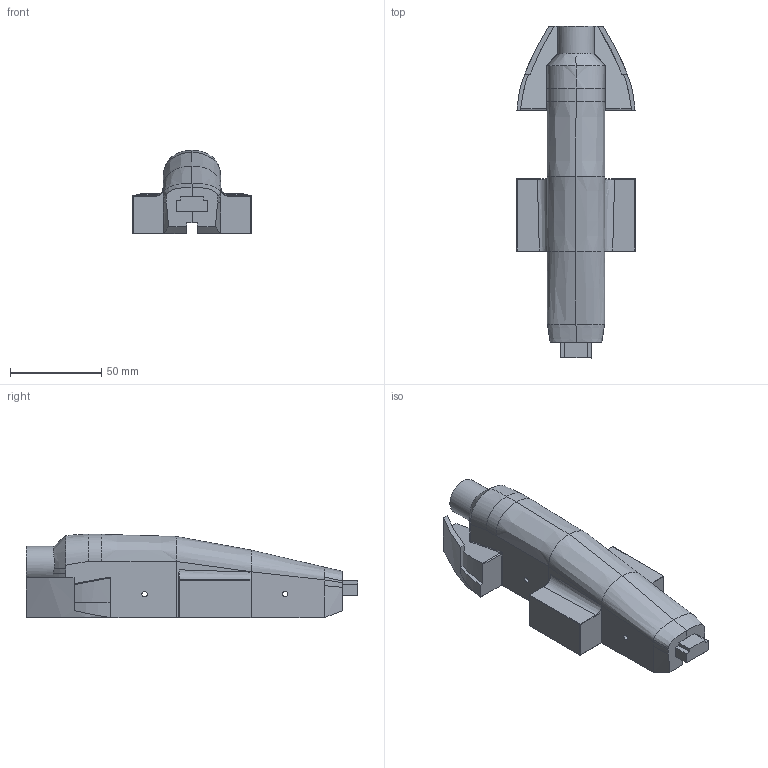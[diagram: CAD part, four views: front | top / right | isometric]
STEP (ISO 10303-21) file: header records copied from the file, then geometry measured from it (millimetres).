
FILE_DESCRIPTION(/* description */ ('CATIA V5 STEP Exchange'),/* implementation_level */ '2;1');
FILE_NAME(/* name */ 'Version 5 - CNC v3.step',/* time_stamp */ '2024-09-19T22:51:58+08:00',/* author */ (''),/* organization */ (''),/* preprocessor_version */ 'ST-DEVELOPER v20',/* originating_system */ 'Autodesk Translation Framework v13.20.0.188',/* authorisation */ '');
FILE_SCHEMA (('AUTOMOTIVE_DESIGN { 1 0 10303 214 3 1 1 }'));
Length unit declared in the file: millimetre
Products named in the file (1): Part1
Bounding box: 65 x 181.89 x 45.61 mm (x, y, z)
Volume: 208921.5 mm3; surface area: 39315 mm2
Topology: 1 solids, 1 shells, 160 faces, 434 edges, 269 vertices
Faces by surface type: bspline 60, plane 56, cylinder 33, sphere 8, torus 3
Full cylindrical faces by diameter (mm): 2.9 x2, 17.936 x1, 18 x1, 20 x1
Entity records: 17879 total; most frequent: CARTESIAN_POINT 14279, ORIENTED_EDGE 852, DIRECTION 555, EDGE_CURVE 426, VERTEX_POINT 269, LINE 201, VECTOR 201, AXIS2_PLACEMENT_3D 177
